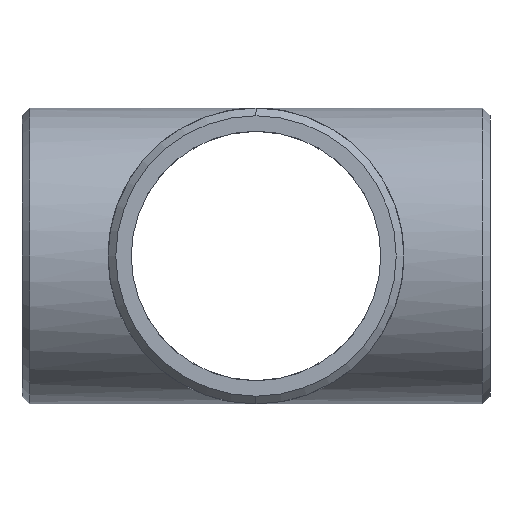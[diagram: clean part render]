
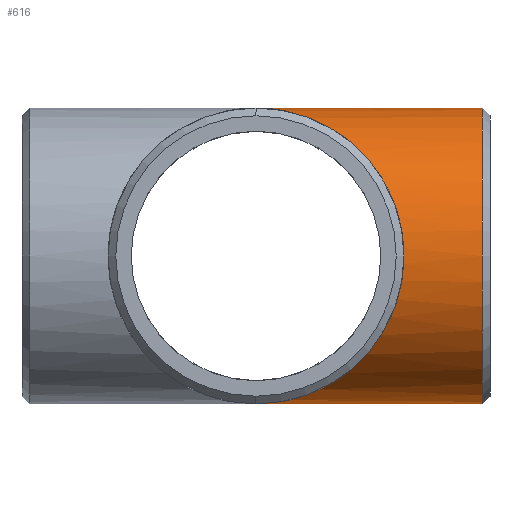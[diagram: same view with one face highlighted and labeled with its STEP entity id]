
A CAD part, left-side view. The second image highlights one B-rep face of the part: STEP entity #616.
In plain terms, the highlighted cylindrical face has radius 136.525 mm (diameter 273.05 mm), a partial arc.
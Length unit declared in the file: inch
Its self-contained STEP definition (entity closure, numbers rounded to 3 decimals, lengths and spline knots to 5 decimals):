
#5 = DIRECTION ( 'NONE',  ( 0., 0., -1. ) ) ;
#18 = DIRECTION ( 'NONE',  ( 0., 1., 0. ) ) ;
#20 = VERTEX_POINT ( 'NONE', #578 ) ;
#48 = CARTESIAN_POINT ( 'NONE',  ( -10.75, -10.75, 5.375 ) ) ;
#66 = CYLINDRICAL_SURFACE ( 'NONE', #603, 5.375 ) ;
#74 = EDGE_CURVE ( 'NONE', #300, #384, #209, .T. ) ;
#75 = DIRECTION ( 'NONE',  ( 0., 0., -1. ) ) ;
#110 = CARTESIAN_POINT ( 'NONE',  ( 0., 0., -5.375 ) ) ;
#128 =( BOUNDED_CURVE ( )  B_SPLINE_CURVE ( 3, ( #110, #795, #48, #428 ),
 .UNSPECIFIED., .F., .T. ) 
 B_SPLINE_CURVE_WITH_KNOTS ( ( 4, 4 ),
 ( 4.71239, 7.85398 ),
 .UNSPECIFIED. ) 
 CURVE ( )  GEOMETRIC_REPRESENTATION_ITEM ( )  RATIONAL_B_SPLINE_CURVE ( ( 1., 0.333, 0.333, 1. ) ) 
 REPRESENTATION_ITEM ( '' )  );
#148 = EDGE_CURVE ( 'NONE', #300, #20, #513, .T. ) ;
#186 = ORIENTED_EDGE ( 'NONE', *, *, #599, .T. ) ;
#209 = LINE ( 'NONE', #705, #696 ) ;
#256 = CARTESIAN_POINT ( 'NONE',  ( 0., -8.21867, 0. ) ) ;
#258 = CARTESIAN_POINT ( 'NONE',  ( 0., -8.5, 0. ) ) ;
#262 = CARTESIAN_POINT ( 'NONE',  ( 0., 0., 5.375 ) ) ;
#300 = VERTEX_POINT ( 'NONE', #397 ) ;
#338 = VECTOR ( 'NONE', #18, 39.37008 ) ;
#368 = ORIENTED_EDGE ( 'NONE', *, *, #148, .T. ) ;
#380 = DIRECTION ( 'NONE',  ( 0., 1., 0. ) ) ;
#384 = VERTEX_POINT ( 'NONE', #781 ) ;
#397 = CARTESIAN_POINT ( 'NONE',  ( 0., -8.21867, -5.375 ) ) ;
#425 = EDGE_CURVE ( 'NONE', #384, #547, #128, .T. ) ;
#428 = CARTESIAN_POINT ( 'NONE',  ( 0., 0., 5.375 ) ) ;
#496 = DIRECTION ( 'NONE',  ( 0., 1., 0. ) ) ;
#501 = LINE ( 'NONE', #561, #338 ) ;
#513 = CIRCLE ( 'NONE', #681, 5.375 ) ;
#547 = VERTEX_POINT ( 'NONE', #262 ) ;
#561 = CARTESIAN_POINT ( 'NONE',  ( 0., -8.5, 5.375 ) ) ;
#578 = CARTESIAN_POINT ( 'NONE',  ( 0., -8.21867, 5.375 ) ) ;
#599 = EDGE_CURVE ( 'NONE', #20, #547, #501, .T. ) ;
#603 = AXIS2_PLACEMENT_3D ( 'NONE', #258, #496, #75 ) ;
#616 = ADVANCED_FACE ( 'NONE', ( #688 ), #66, .T. ) ;
#665 = EDGE_LOOP ( 'NONE', ( #368, #186, #682, #793 ) ) ;
#681 = AXIS2_PLACEMENT_3D ( 'NONE', #256, #380, #5 ) ;
#682 = ORIENTED_EDGE ( 'NONE', *, *, #425, .F. ) ;
#688 = FACE_OUTER_BOUND ( 'NONE', #665, .T. ) ;
#696 = VECTOR ( 'NONE', #700, 39.37008 ) ;
#700 = DIRECTION ( 'NONE',  ( 0., 1., 0. ) ) ;
#705 = CARTESIAN_POINT ( 'NONE',  ( 0., -8.5, -5.375 ) ) ;
#781 = CARTESIAN_POINT ( 'NONE',  ( 0., 0., -5.375 ) ) ;
#793 = ORIENTED_EDGE ( 'NONE', *, *, #74, .F. ) ;
#795 = CARTESIAN_POINT ( 'NONE',  ( -10.75, -10.75, -5.375 ) ) ;
